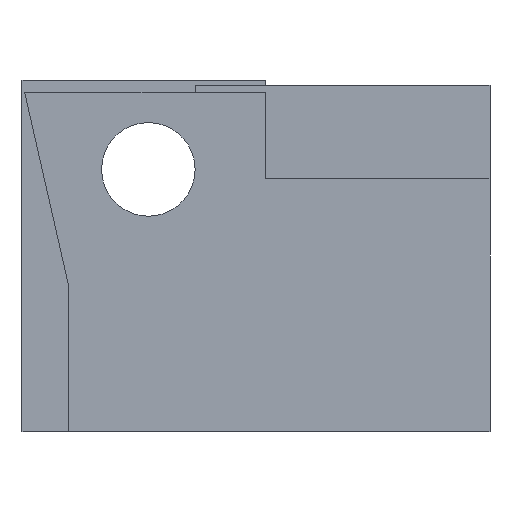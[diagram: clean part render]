
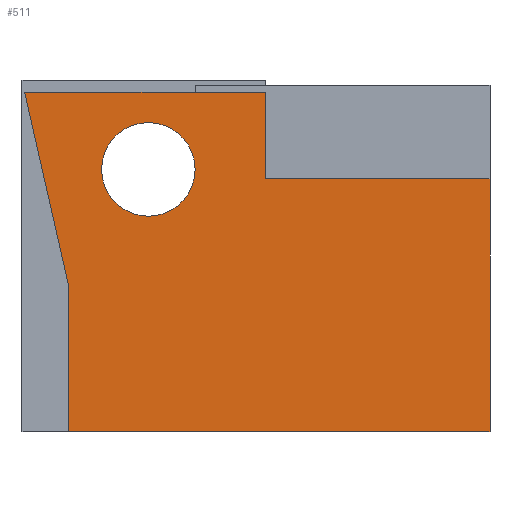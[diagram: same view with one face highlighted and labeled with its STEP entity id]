
A CAD part, front view. The second image highlights one B-rep face of the part: STEP entity #511.
In plain terms, the highlighted planar face has unit normal (0, -1, 0).
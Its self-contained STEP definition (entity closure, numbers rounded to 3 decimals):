
#138 = VERTEX_POINT('',#139);
#139 = CARTESIAN_POINT('',(0.,1.87,0.4));
#145 = EDGE_CURVE('',#138,#146,#148,.T.);
#146 = VERTEX_POINT('',#147);
#147 = CARTESIAN_POINT('',(0.,1.87,3.5));
#148 = LINE('',#149,#150);
#149 = CARTESIAN_POINT('',(0.,1.87,5.8));
#150 = VECTOR('',#151,1.);
#151 = DIRECTION('',(0.,0.,1.));
#396 = EDGE_CURVE('',#138,#397,#399,.T.);
#397 = VERTEX_POINT('',#398);
#398 = CARTESIAN_POINT('',(9.,1.87,0.4));
#399 = LINE('',#400,#401);
#400 = CARTESIAN_POINT('',(0.,1.87,0.4));
#401 = VECTOR('',#402,1.);
#402 = DIRECTION('',(1.,0.,0.));
#511 = ADVANCED_FACE('',(#512,#554),#565,.T.);
#512 = FACE_BOUND('',#513,.T.);
#513 = EDGE_LOOP('',(#514,#515,#516,#524,#532,#540,#548));
#514 = ORIENTED_EDGE('',*,*,#145,.F.);
#515 = ORIENTED_EDGE('',*,*,#396,.T.);
#516 = ORIENTED_EDGE('',*,*,#517,.T.);
#517 = EDGE_CURVE('',#397,#518,#520,.T.);
#518 = VERTEX_POINT('',#519);
#519 = CARTESIAN_POINT('',(9.,1.87,5.8));
#520 = LINE('',#521,#522);
#521 = CARTESIAN_POINT('',(9.,1.87,0.));
#522 = VECTOR('',#523,1.);
#523 = DIRECTION('',(0.,0.,1.));
#524 = ORIENTED_EDGE('',*,*,#525,.F.);
#525 = EDGE_CURVE('',#526,#518,#528,.T.);
#526 = VERTEX_POINT('',#527);
#527 = CARTESIAN_POINT('',(4.2,1.87,5.8));
#528 = LINE('',#529,#530);
#529 = CARTESIAN_POINT('',(0.,1.87,5.8));
#530 = VECTOR('',#531,1.);
#531 = DIRECTION('',(1.,0.,0.));
#532 = ORIENTED_EDGE('',*,*,#533,.T.);
#533 = EDGE_CURVE('',#526,#534,#536,.T.);
#534 = VERTEX_POINT('',#535);
#535 = CARTESIAN_POINT('',(4.2,1.87,7.65));
#536 = LINE('',#537,#538);
#537 = CARTESIAN_POINT('',(4.2,1.87,5.8));
#538 = VECTOR('',#539,1.);
#539 = DIRECTION('',(0.,0.,1.));
#540 = ORIENTED_EDGE('',*,*,#541,.F.);
#541 = EDGE_CURVE('',#542,#534,#544,.T.);
#542 = VERTEX_POINT('',#543);
#543 = CARTESIAN_POINT('',(-0.943,1.87,7.65));
#544 = LINE('',#545,#546);
#545 = CARTESIAN_POINT('',(4.,1.87,7.65));
#546 = VECTOR('',#547,1.);
#547 = DIRECTION('',(1.,0.,0.));
#548 = ORIENTED_EDGE('',*,*,#549,.F.);
#549 = EDGE_CURVE('',#146,#542,#550,.T.);
#550 = LINE('',#551,#552);
#551 = CARTESIAN_POINT('',(0.,1.87,3.5));
#552 = VECTOR('',#553,1.);
#553 = DIRECTION('',(-0.222,0.,0.975));
#554 = FACE_BOUND('',#555,.T.);
#555 = EDGE_LOOP('',(#556));
#556 = ORIENTED_EDGE('',*,*,#557,.F.);
#557 = EDGE_CURVE('',#558,#558,#560,.T.);
#558 = VERTEX_POINT('',#559);
#559 = CARTESIAN_POINT('',(2.7,1.87,6.));
#560 = CIRCLE('',#561,1.);
#561 = AXIS2_PLACEMENT_3D('',#562,#563,#564);
#562 = CARTESIAN_POINT('',(1.7,1.87,6.));
#563 = DIRECTION('',(0.,-1.,0.));
#564 = DIRECTION('',(1.,0.,0.));
#565 = PLANE('',#566);
#566 = AXIS2_PLACEMENT_3D('',#567,#568,#569);
#567 = CARTESIAN_POINT('',(3.804,1.87,3.804));
#568 = DIRECTION('',(-0.,-1.,-0.));
#569 = DIRECTION('',(0.,0.,-1.));
